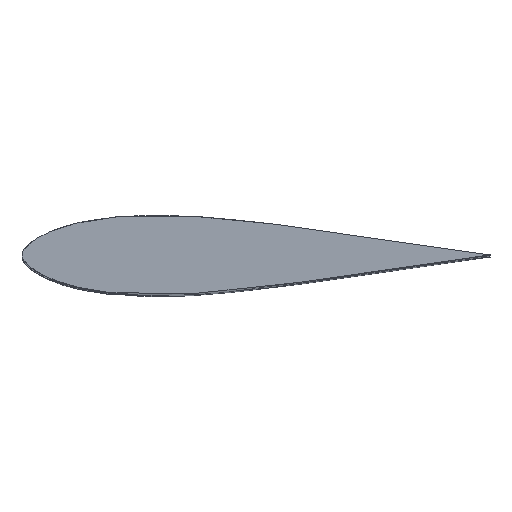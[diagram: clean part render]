
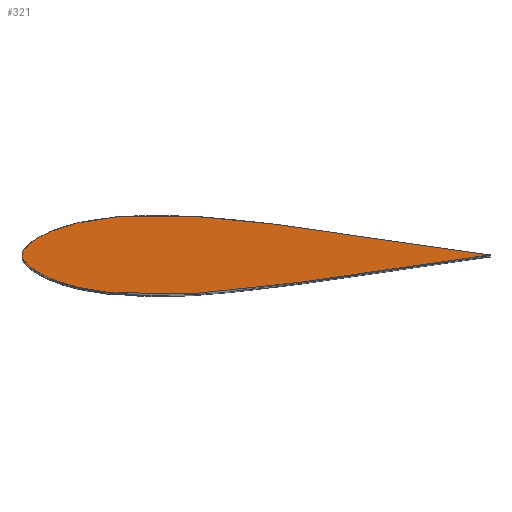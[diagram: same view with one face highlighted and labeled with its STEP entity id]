
A CAD part, top view. The second image highlights one B-rep face of the part: STEP entity #321.
In plain terms, the highlighted free-form (B-spline) face has degree [1, 1] with [2, 2] control points.
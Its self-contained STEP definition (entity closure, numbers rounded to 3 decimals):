
#22 = VERTEX_POINT('',#23);
#23 = CARTESIAN_POINT('',(91.809,0.,
    229.522));
#69 = VERTEX_POINT('',#70);
#70 = CARTESIAN_POINT('',(0.,0.,
    229.522));
#75 = EDGE_CURVE('',#69,#22,#76,.T.);
#76 = B_SPLINE_CURVE_WITH_KNOTS('',3,(#77,#78,#79,#80,#81,#82,#83,#84,
    #85,#86,#87,#88,#89,#90,#91,#92,#93,#94,#95,#96,#97,#98,#99,#100,
    #101,#102,#103,#104,#105,#106,#107,#108,#109),.UNSPECIFIED.,.F.,.F.,
  (4,1,1,1,1,1,1,1,1,1,1,1,1,1,1,1,1,1,1,1,1,1,1,1,1,1,1,1,1,1,4),(0.5,
    0.505,0.511,0.519,0.529,
    0.54,0.553,0.568,0.584,
    0.601,0.62,0.64,0.662,
    0.684,0.708,0.732,0.757,
    0.782,0.807,0.832,0.856,
    0.88,0.902,0.923,0.942,
    0.959,0.973,0.984,0.993,
    0.998,1.),.UNSPECIFIED.);
#77 = CARTESIAN_POINT('',(0.,0.,
    229.522));
#78 = CARTESIAN_POINT('',(0.,-0.293,
    229.522));
#79 = CARTESIAN_POINT('',(0.3,-0.99,229.522)
  );
#80 = CARTESIAN_POINT('',(1.098,-1.908,229.522)
  );
#81 = CARTESIAN_POINT('',(2.291,-2.896,229.522)
  );
#82 = CARTESIAN_POINT('',(3.87,-3.849,229.522)
  );
#83 = CARTESIAN_POINT('',(5.813,-4.759,229.522)
  );
#84 = CARTESIAN_POINT('',(8.112,-5.585,229.522)
  );
#85 = CARTESIAN_POINT('',(10.747,-6.311,229.522
    ));
#86 = CARTESIAN_POINT('',(13.704,-6.91,229.522
    ));
#87 = CARTESIAN_POINT('',(16.964,-7.371,229.522
    ));
#88 = CARTESIAN_POINT('',(20.508,-7.677,229.522
    ));
#89 = CARTESIAN_POINT('',(24.314,-7.824,229.522)
  );
#90 = CARTESIAN_POINT('',(28.358,-7.822,229.522
    ));
#91 = CARTESIAN_POINT('',(32.607,-7.674,229.522
    ));
#92 = CARTESIAN_POINT('',(37.027,-7.392,229.522
    ));
#93 = CARTESIAN_POINT('',(41.579,-6.987,229.522
    ));
#94 = CARTESIAN_POINT('',(46.222,-6.478,229.522)
  );
#95 = CARTESIAN_POINT('',(50.91,-5.883,229.522)
  );
#96 = CARTESIAN_POINT('',(55.602,-5.212,229.522
    ));
#97 = CARTESIAN_POINT('',(60.249,-4.488,229.522
    ));
#98 = CARTESIAN_POINT('',(64.805,-3.77,229.522
    ));
#99 = CARTESIAN_POINT('',(69.202,-3.076,229.522)
  );
#100 = CARTESIAN_POINT('',(73.376,-2.435,229.522
    ));
#101 = CARTESIAN_POINT('',(77.257,-1.856,
    229.522));
#102 = CARTESIAN_POINT('',(80.787,-1.355,
    229.522));
#103 = CARTESIAN_POINT('',(83.892,-0.936,
    229.522));
#104 = CARTESIAN_POINT('',(86.556,-0.602,
    229.522));
#105 = CARTESIAN_POINT('',(88.628,-0.342,
    229.522));
#106 = CARTESIAN_POINT('',(90.346,-0.145,
    229.522));
#107 = CARTESIAN_POINT('',(91.073,-0.03,
    229.522));
#108 = CARTESIAN_POINT('',(91.809,-0.006,
    229.522));
#109 = CARTESIAN_POINT('',(91.809,0.,
    229.522));
#218 = EDGE_CURVE('',#22,#69,#219,.T.);
#219 = B_SPLINE_CURVE_WITH_KNOTS('',3,(#220,#221,#222,#223,#224,#225,
    #226,#227,#228,#229,#230,#231,#232,#233,#234,#235,#236,#237,#238,
    #239,#240,#241,#242,#243,#244,#245,#246,#247,#248,#249,#250,#251,
    #252),.UNSPECIFIED.,.F.,.F.,(4,1,1,1,1,1,1,1,1,1,1,1,1,1,1,1,1,1,1,1
    ,1,1,1,1,1,1,1,1,1,1,4),(0.,0.002,0.007,
    0.016,0.027,0.041,
    0.058,0.077,0.098,
    0.12,0.144,0.168,0.193,
    0.218,0.243,0.268,0.292,
    0.316,0.338,0.36,0.38,
    0.399,0.416,0.432,0.447,
    0.46,0.471,0.481,0.489,
    0.495,0.5),.UNSPECIFIED.);
#220 = CARTESIAN_POINT('',(91.809,0.,
    229.522));
#221 = CARTESIAN_POINT('',(91.809,0.006,
    229.522));
#222 = CARTESIAN_POINT('',(91.073,0.03,
    229.522));
#223 = CARTESIAN_POINT('',(90.346,0.145,229.522
    ));
#224 = CARTESIAN_POINT('',(88.628,0.342,229.522
    ));
#225 = CARTESIAN_POINT('',(86.556,0.602,229.522
    ));
#226 = CARTESIAN_POINT('',(83.892,0.936,229.522
    ));
#227 = CARTESIAN_POINT('',(80.787,1.355,229.522
    ));
#228 = CARTESIAN_POINT('',(77.257,1.856,229.522
    ));
#229 = CARTESIAN_POINT('',(73.376,2.435,229.522)
  );
#230 = CARTESIAN_POINT('',(69.202,3.076,229.522)
  );
#231 = CARTESIAN_POINT('',(64.805,3.77,229.522
    ));
#232 = CARTESIAN_POINT('',(60.249,4.488,229.522
    ));
#233 = CARTESIAN_POINT('',(55.602,5.212,229.522
    ));
#234 = CARTESIAN_POINT('',(50.91,5.883,229.522)
  );
#235 = CARTESIAN_POINT('',(46.222,6.478,229.522)
  );
#236 = CARTESIAN_POINT('',(41.579,6.987,229.522
    ));
#237 = CARTESIAN_POINT('',(37.027,7.392,229.522
    ));
#238 = CARTESIAN_POINT('',(32.607,7.674,229.522
    ));
#239 = CARTESIAN_POINT('',(28.358,7.822,229.522
    ));
#240 = CARTESIAN_POINT('',(24.314,7.824,229.522)
  );
#241 = CARTESIAN_POINT('',(20.508,7.677,229.522
    ));
#242 = CARTESIAN_POINT('',(16.964,7.371,229.522
    ));
#243 = CARTESIAN_POINT('',(13.704,6.91,229.522
    ));
#244 = CARTESIAN_POINT('',(10.747,6.311,229.522
    ));
#245 = CARTESIAN_POINT('',(8.112,5.585,229.522)
  );
#246 = CARTESIAN_POINT('',(5.813,4.759,229.522)
  );
#247 = CARTESIAN_POINT('',(3.87,3.849,229.522)
  );
#248 = CARTESIAN_POINT('',(2.291,2.896,229.522)
  );
#249 = CARTESIAN_POINT('',(1.098,1.908,229.522)
  );
#250 = CARTESIAN_POINT('',(0.3,0.99,229.522)
  );
#251 = CARTESIAN_POINT('',(0.,0.293,
    229.522));
#252 = CARTESIAN_POINT('',(0.,0.,
    229.522));
#321 = ADVANCED_FACE('',(#322),#326,.F.);
#322 = FACE_BOUND('',#323,.T.);
#323 = EDGE_LOOP('',(#324,#325));
#324 = ORIENTED_EDGE('',*,*,#218,.T.);
#325 = ORIENTED_EDGE('',*,*,#75,.T.);
#326 = B_SPLINE_SURFACE_WITH_KNOTS('',1,1,(
    (#327,#328)
    ,(#329,#330
    )),.UNSPECIFIED.,.F.,.F.,.F.,(2,2),(2,2),(-100.,0.),
  (-8.522,8.522),.PIECEWISE_BEZIER_KNOTS.);
#327 = CARTESIAN_POINT('',(91.809,-7.824,229.522)
  );
#328 = CARTESIAN_POINT('',(91.809,7.824,229.522)
  );
#329 = CARTESIAN_POINT('',(0.,-7.824,
    229.522));
#330 = CARTESIAN_POINT('',(0.,7.824,
    229.522));
